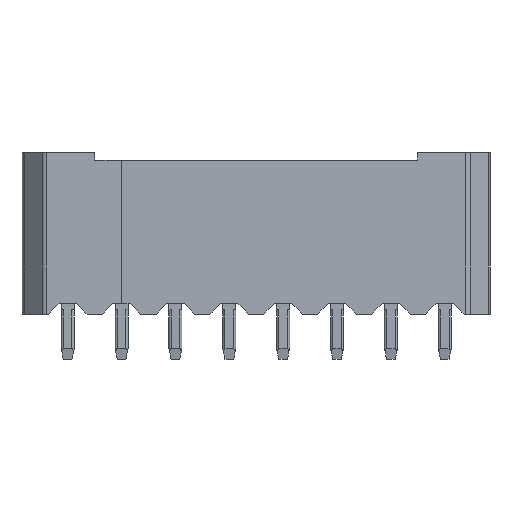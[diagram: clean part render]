
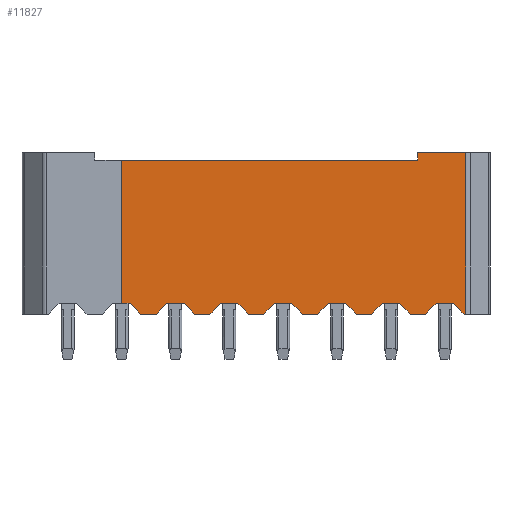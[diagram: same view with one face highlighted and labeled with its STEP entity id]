
A CAD part, front view. The second image highlights one B-rep face of the part: STEP entity #11827.
In plain terms, the highlighted planar face has unit normal (0, -1, 0).
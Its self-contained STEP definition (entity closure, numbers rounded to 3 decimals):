
#11827=ADVANCED_FACE('',(#25169),#25170,.T.);
#15171=VERTEX_POINT('',#28674);
#15173=EDGE_CURVE('',#15171,#28676,#28677,.T.);
#15269=VERTEX_POINT('',#28774);
#15273=VERTEX_POINT('',#28778);
#15275=EDGE_CURVE('',#15273,#15269,#28780,.T.);
#15475=VERTEX_POINT('',#28980);
#15479=EDGE_CURVE('',#15269,#15475,#28984,.T.);
#15487=VERTEX_POINT('',#28992);
#15489=EDGE_CURVE('',#15273,#15487,#28994,.T.);
#15519=EDGE_CURVE('',#15171,#15475,#29024,.T.);
#15783=VERTEX_POINT('',#29288);
#15787=VERTEX_POINT('',#29292);
#15789=EDGE_CURVE('',#15783,#15787,#29294,.T.);
#15867=VERTEX_POINT('',#29372);
#15873=EDGE_CURVE('',#15783,#15867,#29378,.T.);
#15925=VERTEX_POINT('',#29430);
#15929=EDGE_CURVE('',#15925,#15867,#29434,.T.);
#15949=EDGE_CURVE('',#15487,#15925,#29454,.T.);
#16183=VERTEX_POINT('',#29688);
#16187=VERTEX_POINT('',#29692);
#16189=EDGE_CURVE('',#16183,#16187,#29694,.T.);
#16267=VERTEX_POINT('',#29772);
#16273=EDGE_CURVE('',#16183,#16267,#29778,.T.);
#16325=VERTEX_POINT('',#29830);
#16329=EDGE_CURVE('',#16325,#16267,#29834,.T.);
#16349=EDGE_CURVE('',#15787,#16325,#29854,.T.);
#16583=VERTEX_POINT('',#30088);
#16587=VERTEX_POINT('',#30092);
#16589=EDGE_CURVE('',#16583,#16587,#30094,.T.);
#16667=VERTEX_POINT('',#30172);
#16673=EDGE_CURVE('',#16583,#16667,#30178,.T.);
#16725=VERTEX_POINT('',#30230);
#16729=EDGE_CURVE('',#16725,#16667,#30234,.T.);
#16749=EDGE_CURVE('',#16187,#16725,#30254,.T.);
#17127=VERTEX_POINT('',#30632);
#17131=VERTEX_POINT('',#30636);
#17133=EDGE_CURVE('',#17127,#17131,#30638,.T.);
#17177=VERTEX_POINT('',#30682);
#17183=EDGE_CURVE('',#17127,#17177,#30688,.T.);
#17229=VERTEX_POINT('',#30734);
#17233=EDGE_CURVE('',#17229,#17177,#30738,.T.);
#17251=EDGE_CURVE('',#16587,#17229,#30756,.T.);
#17435=VERTEX_POINT('',#30940);
#17439=VERTEX_POINT('',#30944);
#17441=EDGE_CURVE('',#17435,#17439,#30946,.T.);
#17519=VERTEX_POINT('',#31024);
#17525=EDGE_CURVE('',#17435,#17519,#31030,.T.);
#17577=VERTEX_POINT('',#31082);
#17581=EDGE_CURVE('',#17577,#17519,#31086,.T.);
#17601=EDGE_CURVE('',#17131,#17577,#31106,.T.);
#17821=VERTEX_POINT('',#31326);
#17825=VERTEX_POINT('',#31330);
#17827=EDGE_CURVE('',#17821,#17825,#31332,.T.);
#17969=VERTEX_POINT('',#31474);
#17975=EDGE_CURVE('',#17821,#17969,#31480,.T.);
#18021=VERTEX_POINT('',#31526);
#18023=EDGE_CURVE('',#18021,#28676,#31528,.T.);
#18025=VERTEX_POINT('',#31530);
#18027=EDGE_CURVE('',#18021,#18025,#31532,.T.);
#18029=EDGE_CURVE('',#17825,#18025,#31534,.T.);
#18031=VERTEX_POINT('',#31536);
#18033=EDGE_CURVE('',#18031,#17969,#31538,.T.);
#18035=EDGE_CURVE('',#17439,#18031,#31540,.T.);
#25169=FACE_OUTER_BOUND('',#44495,.T.);
#25170=PLANE('',#44496);
#28674=CARTESIAN_POINT('',(17.226,0.0,7.5));
#28676=VERTEX_POINT('',#51705);
#28677=LINE('',#51706,#51707);
#28774=CARTESIAN_POINT('',(19.451,0.0,0.));
#28778=CARTESIAN_POINT('',(19.376,0.0,0.));
#28780=LINE('',#51862,#51863);
#28980=CARTESIAN_POINT('',(19.451,0.0,7.5));
#28984=LINE('',#52259,#52260);
#28992=CARTESIAN_POINT('',(18.876,0.0,0.5));
#28994=LINE('',#52298,#52299);
#29024=LINE('',#52348,#52349);
#29288=CARTESIAN_POINT('',(16.876,0.0,0.));
#29292=CARTESIAN_POINT('',(16.376,0.0,0.5));
#29294=LINE('',#52781,#52782);
#29372=CARTESIAN_POINT('',(17.576,0.0,0.));
#29378=LINE('',#52916,#52917);
#29430=CARTESIAN_POINT('',(18.076,0.0,0.5));
#29434=LINE('',#53007,#53008);
#29454=LINE('',#53039,#53040);
#29688=CARTESIAN_POINT('',(14.376,0.0,0.));
#29692=CARTESIAN_POINT('',(13.876,0.0,0.5));
#29694=LINE('',#53429,#53430);
#29772=CARTESIAN_POINT('',(15.076,0.0,0.));
#29778=LINE('',#53564,#53565);
#29830=CARTESIAN_POINT('',(15.576,0.0,0.5));
#29834=LINE('',#53655,#53656);
#29854=LINE('',#53687,#53688);
#30088=CARTESIAN_POINT('',(11.876,0.0,0.));
#30092=CARTESIAN_POINT('',(11.376,0.0,0.5));
#30094=LINE('',#54077,#54078);
#30172=CARTESIAN_POINT('',(12.576,0.0,0.));
#30178=LINE('',#54212,#54213);
#30230=CARTESIAN_POINT('',(13.076,0.0,0.5));
#30234=LINE('',#54303,#54304);
#30254=LINE('',#54335,#54336);
#30632=CARTESIAN_POINT('',(9.376,0.0,0.));
#30636=CARTESIAN_POINT('',(8.876,0.0,0.5));
#30638=LINE('',#54959,#54960);
#30682=CARTESIAN_POINT('',(10.076,0.0,0.));
#30688=LINE('',#55038,#55039);
#30734=CARTESIAN_POINT('',(10.576,0.0,0.5));
#30738=LINE('',#55119,#55120);
#30756=LINE('',#55149,#55150);
#30940=CARTESIAN_POINT('',(6.876,0.0,0.));
#30944=CARTESIAN_POINT('',(6.376,0.0,0.5));
#30946=LINE('',#55457,#55458);
#31024=CARTESIAN_POINT('',(7.576,0.0,0.));
#31030=LINE('',#55592,#55593);
#31082=CARTESIAN_POINT('',(8.076,0.0,0.5));
#31086=LINE('',#55683,#55684);
#31106=LINE('',#55715,#55716);
#31326=CARTESIAN_POINT('',(4.376,0.0,0.));
#31330=CARTESIAN_POINT('',(3.876,0.0,0.5));
#31332=LINE('',#56085,#56086);
#31474=CARTESIAN_POINT('',(5.076,0.0,0.));
#31480=LINE('',#56323,#56324);
#31526=CARTESIAN_POINT('',(3.476,0.0,7.15));
#31528=LINE('',#56401,#56402);
#31530=CARTESIAN_POINT('',(3.476,0.0,0.5));
#31532=LINE('',#56407,#56408);
#31534=LINE('',#56411,#56412);
#31536=CARTESIAN_POINT('',(5.576,0.0,0.5));
#31538=LINE('',#56417,#56418);
#31540=LINE('',#56421,#56422);
#44495=EDGE_LOOP('',(#68208,#68209,#68210,#68211,#68212,#68213,#68214,#68215,#68216,#68217,#68218,#68219,#68220,#68221,#68222,#68223,#68224,#68225,#68226,#68227,#68228,#68229,#68230,#68231,#68232,#68233,#68234,#68235,#68236,#68237,#68238,#68239));
#44496=AXIS2_PLACEMENT_3D('',#68240,#68241,#68242);
#51705=CARTESIAN_POINT('',(17.226,0.0,7.15));
#51706=CARTESIAN_POINT('',(17.226,0.0,7.5));
#51707=VECTOR('',#69925,1.0);
#51862=CARTESIAN_POINT('',(19.376,0.0,0.));
#51863=VECTOR('',#69964,1.0);
#52259=CARTESIAN_POINT('',(19.451,0.0,0.));
#52260=VECTOR('',#70043,1.0);
#52298=CARTESIAN_POINT('',(19.376,0.0,0.));
#52299=VECTOR('',#70045,1.0);
#52348=CARTESIAN_POINT('',(17.226,0.0,7.5));
#52349=VECTOR('',#70060,1.0);
#52781=CARTESIAN_POINT('',(16.876,0.0,0.));
#52782=VECTOR('',#70131,1.0);
#52916=CARTESIAN_POINT('',(16.876,0.0,0.0));
#52917=VECTOR('',#70174,1.0);
#53007=CARTESIAN_POINT('',(18.076,0.0,0.5));
#53008=VECTOR('',#70194,1.0);
#53039=CARTESIAN_POINT('',(18.476,0.0,0.5));
#53040=VECTOR('',#70200,1.0);
#53429=CARTESIAN_POINT('',(14.376,0.0,0.));
#53430=VECTOR('',#70275,1.0);
#53564=CARTESIAN_POINT('',(14.376,0.0,0.0));
#53565=VECTOR('',#70318,1.0);
#53655=CARTESIAN_POINT('',(15.576,0.0,0.5));
#53656=VECTOR('',#70338,1.0);
#53687=CARTESIAN_POINT('',(15.976,0.0,0.5));
#53688=VECTOR('',#70344,1.0);
#54077=CARTESIAN_POINT('',(11.876,0.0,0.));
#54078=VECTOR('',#70419,1.0);
#54212=CARTESIAN_POINT('',(11.876,0.0,0.0));
#54213=VECTOR('',#70462,1.0);
#54303=CARTESIAN_POINT('',(13.076,0.0,0.5));
#54304=VECTOR('',#70482,1.0);
#54335=CARTESIAN_POINT('',(13.476,0.0,0.5));
#54336=VECTOR('',#70488,1.0);
#54959=CARTESIAN_POINT('',(9.376,0.0,0.));
#54960=VECTOR('',#70613,1.0);
#55038=CARTESIAN_POINT('',(9.376,0.0,0.0));
#55039=VECTOR('',#70640,1.0);
#55119=CARTESIAN_POINT('',(10.576,0.0,0.5));
#55120=VECTOR('',#70658,1.0);
#55149=CARTESIAN_POINT('',(10.976,0.0,0.5));
#55150=VECTOR('',#70664,1.0);
#55457=CARTESIAN_POINT('',(6.876,0.0,0.));
#55458=VECTOR('',#70723,1.0);
#55592=CARTESIAN_POINT('',(6.876,0.0,0.0));
#55593=VECTOR('',#70766,1.0);
#55683=CARTESIAN_POINT('',(8.076,0.0,0.5));
#55684=VECTOR('',#70786,1.0);
#55715=CARTESIAN_POINT('',(8.476,0.0,0.5));
#55716=VECTOR('',#70792,1.0);
#56085=CARTESIAN_POINT('',(4.376,0.0,0.));
#56086=VECTOR('',#70864,1.0);
#56323=CARTESIAN_POINT('',(4.376,0.0,0.0));
#56324=VECTOR('',#70929,1.0);
#56401=CARTESIAN_POINT('',(3.476,0.0,7.15));
#56402=VECTOR('',#70944,1.0);
#56407=CARTESIAN_POINT('',(3.476,0.0,7.15));
#56408=VECTOR('',#70945,1.0);
#56411=CARTESIAN_POINT('',(3.876,0.0,0.5));
#56412=VECTOR('',#70946,1.0);
#56417=CARTESIAN_POINT('',(5.576,0.0,0.5));
#56418=VECTOR('',#70947,1.0);
#56421=CARTESIAN_POINT('',(5.976,0.0,0.5));
#56422=VECTOR('',#70948,1.0);
#68208=ORIENTED_EDGE('',*,*,#15173,.T.);
#68209=ORIENTED_EDGE('',*,*,#18023,.F.);
#68210=ORIENTED_EDGE('',*,*,#18027,.T.);
#68211=ORIENTED_EDGE('',*,*,#18029,.F.);
#68212=ORIENTED_EDGE('',*,*,#17827,.F.);
#68213=ORIENTED_EDGE('',*,*,#17975,.T.);
#68214=ORIENTED_EDGE('',*,*,#18033,.F.);
#68215=ORIENTED_EDGE('',*,*,#18035,.F.);
#68216=ORIENTED_EDGE('',*,*,#17441,.F.);
#68217=ORIENTED_EDGE('',*,*,#17525,.T.);
#68218=ORIENTED_EDGE('',*,*,#17581,.F.);
#68219=ORIENTED_EDGE('',*,*,#17601,.F.);
#68220=ORIENTED_EDGE('',*,*,#17133,.F.);
#68221=ORIENTED_EDGE('',*,*,#17183,.T.);
#68222=ORIENTED_EDGE('',*,*,#17233,.F.);
#68223=ORIENTED_EDGE('',*,*,#17251,.F.);
#68224=ORIENTED_EDGE('',*,*,#16589,.F.);
#68225=ORIENTED_EDGE('',*,*,#16673,.T.);
#68226=ORIENTED_EDGE('',*,*,#16729,.F.);
#68227=ORIENTED_EDGE('',*,*,#16749,.F.);
#68228=ORIENTED_EDGE('',*,*,#16189,.F.);
#68229=ORIENTED_EDGE('',*,*,#16273,.T.);
#68230=ORIENTED_EDGE('',*,*,#16329,.F.);
#68231=ORIENTED_EDGE('',*,*,#16349,.F.);
#68232=ORIENTED_EDGE('',*,*,#15789,.F.);
#68233=ORIENTED_EDGE('',*,*,#15873,.T.);
#68234=ORIENTED_EDGE('',*,*,#15929,.F.);
#68235=ORIENTED_EDGE('',*,*,#15949,.F.);
#68236=ORIENTED_EDGE('',*,*,#15489,.F.);
#68237=ORIENTED_EDGE('',*,*,#15275,.T.);
#68238=ORIENTED_EDGE('',*,*,#15479,.T.);
#68239=ORIENTED_EDGE('',*,*,#15519,.F.);
#68240=CARTESIAN_POINT('',(6.038,0.0,-0.179));
#68241=DIRECTION('',(0.0,-1.0,0.0));
#68242=DIRECTION('',(0.0,0.0,-1.0));
#69925=DIRECTION('',(0.0,0.0,-1.0));
#69964=DIRECTION('',(1.0,0.0,0.0));
#70043=DIRECTION('',(0.0,0.0,1.0));
#70045=DIRECTION('',(-0.707,0.0,0.707));
#70060=DIRECTION('',(1.0,0.0,0.0));
#70131=DIRECTION('',(-0.707,0.0,0.707));
#70174=DIRECTION('',(1.0,0.0,0.0));
#70194=DIRECTION('',(-0.707,0.0,-0.707));
#70200=DIRECTION('',(-1.0,0.0,0.0));
#70275=DIRECTION('',(-0.707,0.0,0.707));
#70318=DIRECTION('',(1.0,0.0,0.0));
#70338=DIRECTION('',(-0.707,0.0,-0.707));
#70344=DIRECTION('',(-1.0,0.0,0.0));
#70419=DIRECTION('',(-0.707,0.0,0.707));
#70462=DIRECTION('',(1.0,0.0,0.0));
#70482=DIRECTION('',(-0.707,0.0,-0.707));
#70488=DIRECTION('',(-1.0,0.0,0.0));
#70613=DIRECTION('',(-0.707,0.0,0.707));
#70640=DIRECTION('',(1.0,0.0,0.0));
#70658=DIRECTION('',(-0.707,0.0,-0.707));
#70664=DIRECTION('',(-1.0,0.0,0.0));
#70723=DIRECTION('',(-0.707,0.0,0.707));
#70766=DIRECTION('',(1.0,0.0,0.0));
#70786=DIRECTION('',(-0.707,0.0,-0.707));
#70792=DIRECTION('',(-1.0,0.0,0.0));
#70864=DIRECTION('',(-0.707,0.0,0.707));
#70929=DIRECTION('',(1.0,0.0,0.0));
#70944=DIRECTION('',(1.0,0.0,0.0));
#70945=DIRECTION('',(0.,0.0,-1.0));
#70946=DIRECTION('',(-1.0,0.0,0.0));
#70947=DIRECTION('',(-0.707,0.0,-0.707));
#70948=DIRECTION('',(-1.0,0.0,0.0));
